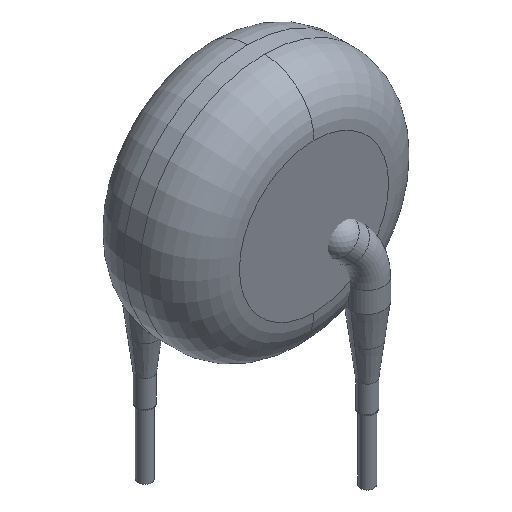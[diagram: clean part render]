
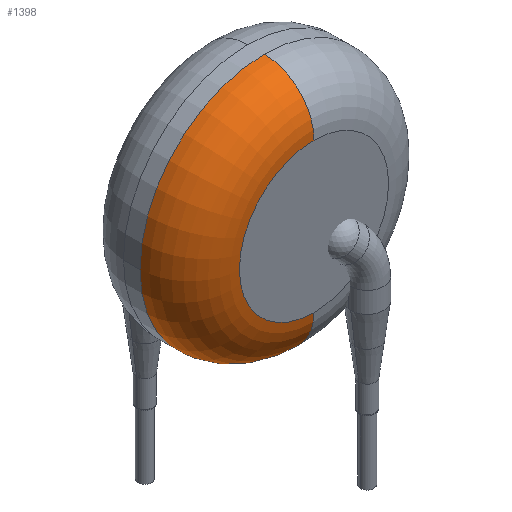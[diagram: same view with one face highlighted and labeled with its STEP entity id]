
A CAD part, isometric view. The second image highlights one B-rep face of the part: STEP entity #1398.
In plain terms, the highlighted toroidal (fillet/blend) face has major radius 4.5 mm and minor radius 3 mm.
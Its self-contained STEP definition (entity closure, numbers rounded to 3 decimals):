
#1321=CARTESIAN_POINT('',(0.,-0.5,4.));
#1322=VERTEX_POINT('',#1321);
#1330=CARTESIAN_POINT('',(-7.5,-0.5,11.5));
#1331=VERTEX_POINT('',#1330);
#1332=CARTESIAN_POINT('',(0.0,-0.5,11.5));
#1333=DIRECTION('',(0.0,-1.0,0.0));
#1334=DIRECTION('',(-1.0,0.0,0.0));
#1335=AXIS2_PLACEMENT_3D('',#1332,#1333,#1334);
#1336=CIRCLE('',#1335,7.5);
#1337=EDGE_CURVE('',#1331,#1322,#1336,.T.);
#1356=CARTESIAN_POINT('',(0.0,-0.5,11.5));
#1357=DIRECTION('',(0.0,1.0,0.));
#1358=DIRECTION('',(0.0,0.0,1.0));
#1359=AXIS2_PLACEMENT_3D('',#1356,#1357,#1358);
#1360=TOROIDAL_SURFACE('',#1359,4.5,3.0);
#1361=CARTESIAN_POINT('',(0.0,-0.5,19.0));
#1362=VERTEX_POINT('',#1361);
#1363=CARTESIAN_POINT('',(0.0,-3.5,16.0));
#1364=VERTEX_POINT('',#1363);
#1365=CARTESIAN_POINT('',(0.0,-0.5,16.0));
#1366=DIRECTION('',(1.0,0.0,0.0));
#1367=DIRECTION('',(0.0,0.0,1.0));
#1368=AXIS2_PLACEMENT_3D('',#1365,#1366,#1367);
#1369=CIRCLE('',#1368,3.0);
#1370=EDGE_CURVE('',#1362,#1364,#1369,.T.);
#1371=ORIENTED_EDGE('',*,*,#1370,.F.);
#1372=CARTESIAN_POINT('',(0.0,-0.5,11.5));
#1373=DIRECTION('',(0.0,-1.0,0.0));
#1374=DIRECTION('',(-1.0,0.0,0.0));
#1375=AXIS2_PLACEMENT_3D('',#1372,#1373,#1374);
#1376=CIRCLE('',#1375,7.5);
#1377=EDGE_CURVE('',#1362,#1331,#1376,.T.);
#1378=ORIENTED_EDGE('',*,*,#1377,.T.);
#1379=ORIENTED_EDGE('',*,*,#1337,.T.);
#1380=CARTESIAN_POINT('',(0.,-3.5,7.));
#1381=VERTEX_POINT('',#1380);
#1382=CARTESIAN_POINT('',(0.,-0.5,7.));
#1383=DIRECTION('',(-1.0,0.0,0.0));
#1384=DIRECTION('',(0.0,0.0,-1.0));
#1385=AXIS2_PLACEMENT_3D('',#1382,#1383,#1384);
#1386=CIRCLE('',#1385,3.0);
#1387=EDGE_CURVE('',#1322,#1381,#1386,.T.);
#1388=ORIENTED_EDGE('',*,*,#1387,.T.);
#1389=CARTESIAN_POINT('',(0.0,-3.5,11.5));
#1390=DIRECTION('',(0.0,1.0,0.0));
#1391=DIRECTION('',(-1.0,0.0,0.0));
#1392=AXIS2_PLACEMENT_3D('',#1389,#1390,#1391);
#1393=CIRCLE('',#1392,4.5);
#1394=EDGE_CURVE('',#1381,#1364,#1393,.T.);
#1395=ORIENTED_EDGE('',*,*,#1394,.T.);
#1396=EDGE_LOOP('',(#1371,#1378,#1379,#1388,#1395));
#1397=FACE_OUTER_BOUND('',#1396,.T.);
#1398=ADVANCED_FACE('',(#1397),#1360,.T.);
